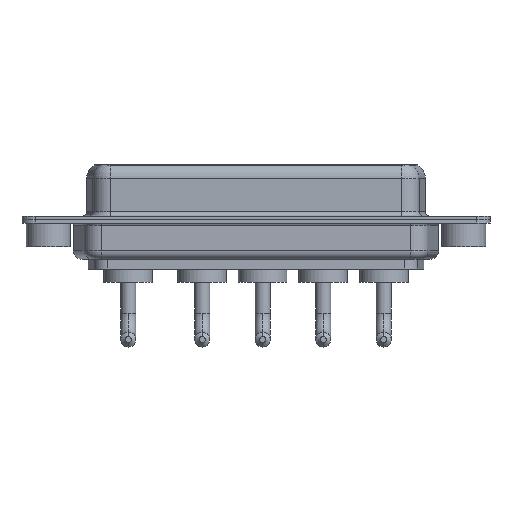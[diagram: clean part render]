
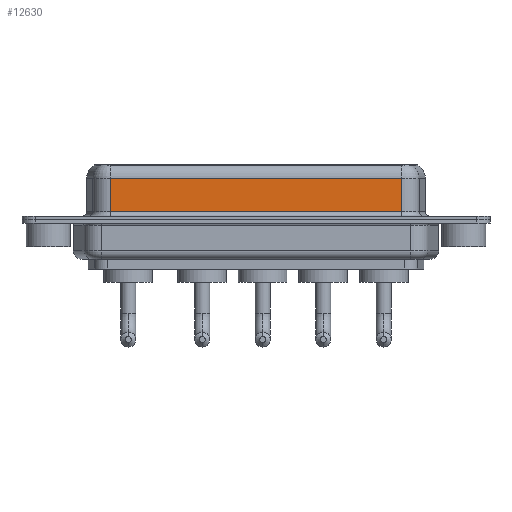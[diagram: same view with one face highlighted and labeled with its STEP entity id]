
A CAD part, front view. The second image highlights one B-rep face of the part: STEP entity #12630.
In plain terms, the highlighted planar face has unit normal (0, -1, 0).
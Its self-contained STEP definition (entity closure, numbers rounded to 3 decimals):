
#70 = ORIENTED_EDGE ( 'NONE', *, *, #1880, .T. ) ;
#127 = VECTOR ( 'NONE', #11181, 1000. ) ;
#154 = EDGE_CURVE ( 'NONE', #10956, #4265, #2495, .T. ) ;
#215 = DIRECTION ( 'NONE',  ( 0., 0., -1. ) ) ;
#287 = CARTESIAN_POINT ( 'NONE',  ( 40.037, -3.95, 0.9 ) ) ;
#691 = EDGE_CURVE ( 'NONE', #11648, #10956, #3685, .T. ) ;
#814 = CARTESIAN_POINT ( 'NONE',  ( 40.037, -3.95, 4.65 ) ) ;
#1538 = ORIENTED_EDGE ( 'NONE', *, *, #154, .T. ) ;
#1880 = EDGE_CURVE ( 'NONE', #4265, #5364, #2035, .T. ) ;
#2006 = CARTESIAN_POINT ( 'NONE',  ( 7.013, -3.95, 0.9 ) ) ;
#2035 = LINE ( 'NONE', #4910, #12066 ) ;
#2495 = LINE ( 'NONE', #2557, #127 ) ;
#2557 = CARTESIAN_POINT ( 'NONE',  ( 7.013, -3.95, 6.4 ) ) ;
#2563 = ORIENTED_EDGE ( 'NONE', *, *, #2595, .F. ) ;
#2595 = EDGE_CURVE ( 'NONE', #11648, #5364, #3168, .T. ) ;
#2993 = VECTOR ( 'NONE', #10516, 1000. ) ;
#3006 = VECTOR ( 'NONE', #215, 1000. ) ;
#3168 = LINE ( 'NONE', #9034, #3006 ) ;
#3289 = CARTESIAN_POINT ( 'NONE',  ( 7.013, -3.95, 4.65 ) ) ;
#3685 = LINE ( 'NONE', #6595, #2993 ) ;
#3864 = PLANE ( 'NONE',  #7009 ) ;
#4265 = VERTEX_POINT ( 'NONE', #2006 ) ;
#4910 = CARTESIAN_POINT ( 'NONE',  ( 40.037, -3.95, 0.9 ) ) ;
#5364 = VERTEX_POINT ( 'NONE', #287 ) ;
#6595 = CARTESIAN_POINT ( 'NONE',  ( 40.037, -3.95, 4.65 ) ) ;
#6929 = DIRECTION ( 'NONE',  ( 1., 0., 0. ) ) ;
#7009 = AXIS2_PLACEMENT_3D ( 'NONE', #8826, #8630, #10748 ) ;
#8337 = ORIENTED_EDGE ( 'NONE', *, *, #691, .T. ) ;
#8630 = DIRECTION ( 'NONE',  ( 0., 1., 0. ) ) ;
#8690 = FACE_OUTER_BOUND ( 'NONE', #9362, .T. ) ;
#8826 = CARTESIAN_POINT ( 'NONE',  ( 40.037, -3.95, 6.4 ) ) ;
#9034 = CARTESIAN_POINT ( 'NONE',  ( 40.037, -3.95, 6.4 ) ) ;
#9362 = EDGE_LOOP ( 'NONE', ( #2563, #8337, #1538, #70 ) ) ;
#10516 = DIRECTION ( 'NONE',  ( -1., 0., 0. ) ) ;
#10748 = DIRECTION ( 'NONE',  ( 0., 0., 1. ) ) ;
#10956 = VERTEX_POINT ( 'NONE', #3289 ) ;
#11181 = DIRECTION ( 'NONE',  ( 0., 0., -1. ) ) ;
#11648 = VERTEX_POINT ( 'NONE', #814 ) ;
#12066 = VECTOR ( 'NONE', #6929, 1000. ) ;
#12630 = ADVANCED_FACE ( 'NONE', ( #8690 ), #3864, .F. ) ;
